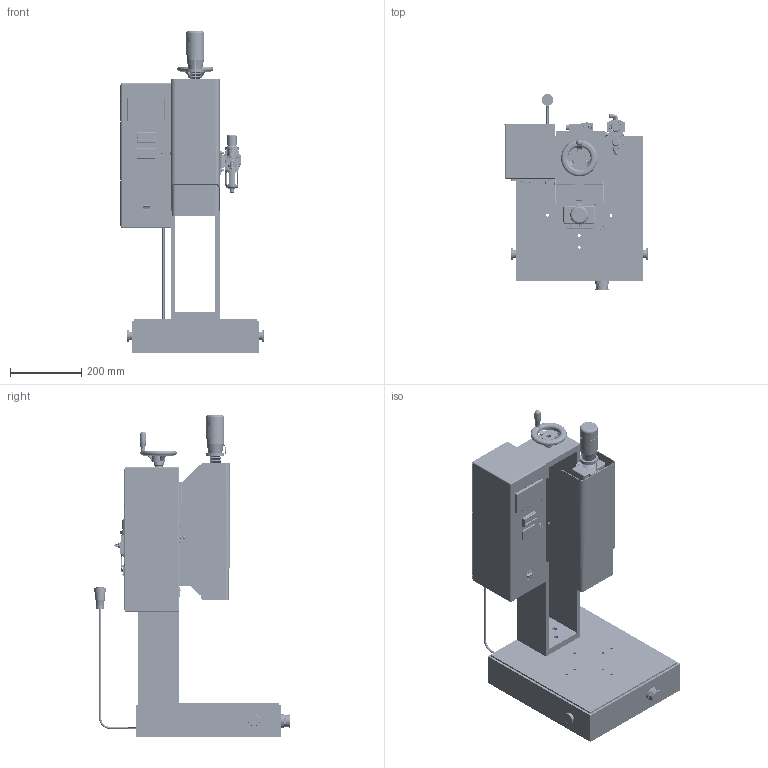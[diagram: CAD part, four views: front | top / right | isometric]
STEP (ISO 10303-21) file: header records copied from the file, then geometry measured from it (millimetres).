
FILE_DESCRIPTION(('', 'CAx-IF Rec.Pracs.---Representation and Presentation of Product Manufacturing Information (PMI)---4.0---2014-10-13'),'2;1');
FILE_NAME('S3 BASIC - 10-28-21 - EMAIL (STEP).stp', '2021-10-28T18:54:30',(''), (''), 'Kubotek Kosmos Version 3.0.10279.10279', 'KeyCreator Pro', '');
FILE_SCHEMA(('AP242_MANAGED_MODEL_BASED_3D_ENGINEERING_MIM_LF { 1 0 10303 442 1 1 4 }'));
Length unit declared in the file: inch
Bounding box: 400.34 x 547.61 x 900.54 mm (x, y, z)
Volume: 20557033.5 mm3; surface area: 2530271.3 mm2
Topology: 57 solids, 118 shells, 3877 faces, 9142 edges, 5711 vertices
Faces by surface type: plane 1743, cone 987, cylinder 896, torus 132, bspline 67, sphere 52
Full cylindrical faces by diameter (mm): 1.27 x8, 1.981 x8, 2 x1, 2.261 x3, 2.362 x30, 2.388 x2, 2.438 x1, 2.8 x1, 2.845 x3, 3 x8, 3.05 x1, 3.175 x6, 3.454 x2, 3.5 x4, 3.81 x1, 4 x2, 4.039 x6, 4.23 x1, 4.366 x4, 4.6 x1, 4.648 x2, 4.762 x1, 4.775 x1, 4.826 x4, 5 x4, 5.08 x6, 5.105 x1, 5.2 x1, 5.207 x4, 5.232 x1
Entity records: 145642 total; most frequent: CARTESIAN_POINT 54874, DIRECTION 19173, ORIENTED_EDGE 18016, EDGE_CURVE 9116, AXIS2_PLACEMENT_3D 6995, VERTEX_POINT 5711, VECTOR 5183, LINE 5183
